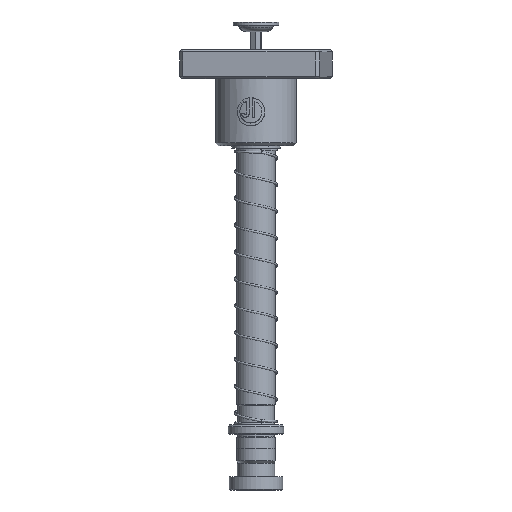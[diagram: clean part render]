
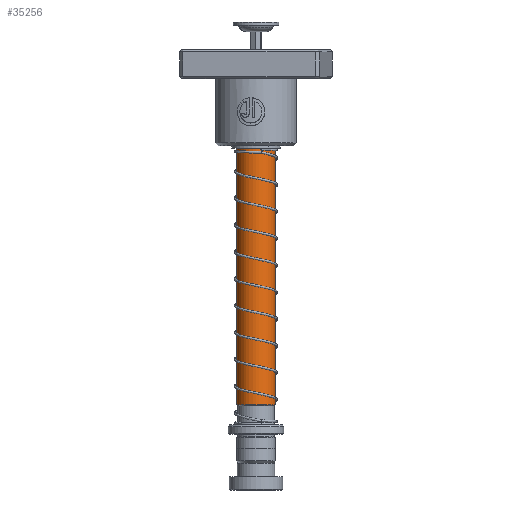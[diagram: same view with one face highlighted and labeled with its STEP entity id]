
A CAD part, front view. The second image highlights one B-rep face of the part: STEP entity #35256.
In plain terms, the highlighted cylindrical face has radius 10.009 mm (diameter 20.018 mm), a partial arc.
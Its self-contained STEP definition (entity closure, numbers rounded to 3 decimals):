
#874 = CARTESIAN_POINT ( 'NONE',  ( 0., 0., 30.5 ) ) ;
#1813 = DIRECTION ( 'NONE',  ( 0., 0., -1. ) ) ;
#2125 = CARTESIAN_POINT ( 'NONE',  ( 10.009, 0., 30.5 ) ) ;
#3131 = EDGE_CURVE ( 'NONE', #8018, #31696, #26022, .T. ) ;
#5111 = DIRECTION ( 'NONE',  ( -1., 0., 0. ) ) ;
#7434 = DIRECTION ( 'NONE',  ( 1., 0., 0. ) ) ;
#7732 = CYLINDRICAL_SURFACE ( 'NONE', #30098, 10.009 ) ;
#8018 = VERTEX_POINT ( 'NONE', #11568 ) ;
#8372 = CARTESIAN_POINT ( 'NONE',  ( 0., 0., 215. ) ) ;
#8877 = VECTOR ( 'NONE', #16937, 1000. ) ;
#11568 = CARTESIAN_POINT ( 'NONE',  ( -10.009, 0., 30.5 ) ) ;
#12754 = EDGE_CURVE ( 'NONE', #13206, #8018, #22801, .T. ) ;
#13080 = VERTEX_POINT ( 'NONE', #30432 ) ;
#13206 = VERTEX_POINT ( 'NONE', #20842 ) ;
#16816 = ORIENTED_EDGE ( 'NONE', *, *, #26965, .F. ) ;
#16937 = DIRECTION ( 'NONE',  ( 0., 0., -1. ) ) ;
#18371 = VECTOR ( 'NONE', #30979, 1000. ) ;
#18912 = CARTESIAN_POINT ( 'NONE',  ( -10.009, 0., 215. ) ) ;
#20842 = CARTESIAN_POINT ( 'NONE',  ( -10.009, 0., 213. ) ) ;
#22801 = LINE ( 'NONE', #18912, #18371 ) ;
#23546 = EDGE_CURVE ( 'NONE', #13080, #13206, #36907, .T. ) ;
#23890 = FACE_OUTER_BOUND ( 'NONE', #32473, .T. ) ;
#26020 = DIRECTION ( 'NONE',  ( 0., 0., 1. ) ) ;
#26022 = CIRCLE ( 'NONE', #29861, 10.009 ) ;
#26087 = ORIENTED_EDGE ( 'NONE', *, *, #23546, .T. ) ;
#26533 = ORIENTED_EDGE ( 'NONE', *, *, #3131, .T. ) ;
#26965 = EDGE_CURVE ( 'NONE', #13080, #31696, #39298, .T. ) ;
#28981 = DIRECTION ( 'NONE',  ( 1., 0., 0. ) ) ;
#29388 = CARTESIAN_POINT ( 'NONE',  ( 10.009, 0., 215. ) ) ;
#29861 = AXIS2_PLACEMENT_3D ( 'NONE', #874, #26020, #7434 ) ;
#30098 = AXIS2_PLACEMENT_3D ( 'NONE', #8372, #1813, #5111 ) ;
#30432 = CARTESIAN_POINT ( 'NONE',  ( 10.009, 0., 213. ) ) ;
#30979 = DIRECTION ( 'NONE',  ( 0., 0., -1. ) ) ;
#31288 = ORIENTED_EDGE ( 'NONE', *, *, #12754, .T. ) ;
#31696 = VERTEX_POINT ( 'NONE', #2125 ) ;
#32440 = DIRECTION ( 'NONE',  ( 0., 0., -1. ) ) ;
#32473 = EDGE_LOOP ( 'NONE', ( #16816, #26087, #31288, #26533 ) ) ;
#34588 = AXIS2_PLACEMENT_3D ( 'NONE', #38914, #32440, #28981 ) ;
#35256 = ADVANCED_FACE ( 'NONE', ( #23890 ), #7732, .T. ) ;
#36907 = CIRCLE ( 'NONE', #34588, 10.009 ) ;
#38914 = CARTESIAN_POINT ( 'NONE',  ( 0., 0., 213. ) ) ;
#39298 = LINE ( 'NONE', #29388, #8877 ) ;
